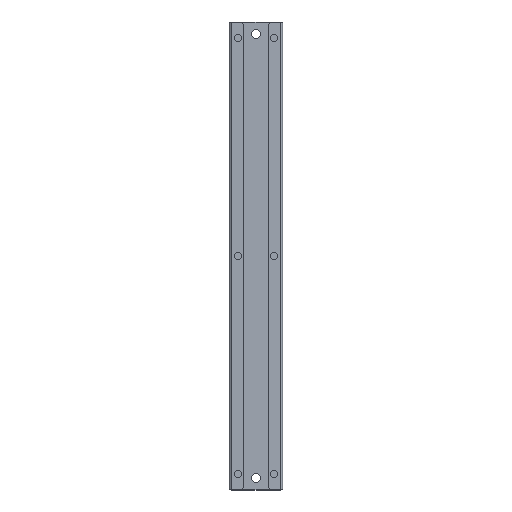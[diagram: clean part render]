
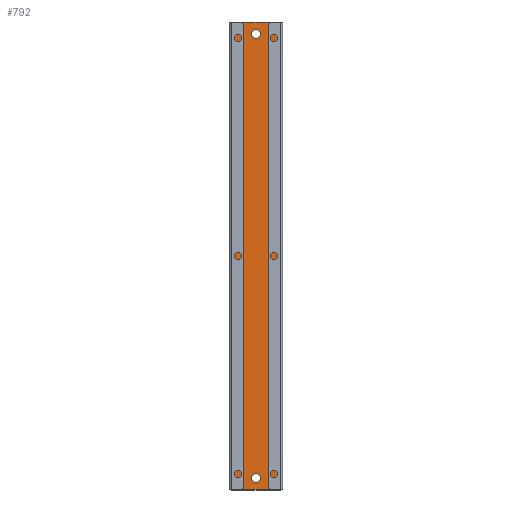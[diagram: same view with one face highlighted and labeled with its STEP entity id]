
A CAD part, top view. The second image highlights one B-rep face of the part: STEP entity #792.
In plain terms, the highlighted planar face has unit normal (0, 0, 1).
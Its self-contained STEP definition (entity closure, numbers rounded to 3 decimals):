
#17=FACE_BOUND('',#125,.T.);
#18=FACE_BOUND('',#126,.T.);
#34=PLANE('',#878);
#72=FACE_OUTER_BOUND('',#124,.T.);
#124=EDGE_LOOP('',(#583,#584,#585,#586));
#125=EDGE_LOOP('',(#587));
#126=EDGE_LOOP('',(#588));
#185=LINE('',#1247,#257);
#189=LINE('',#1256,#261);
#195=LINE('',#1266,#267);
#196=LINE('',#1267,#268);
#257=VECTOR('',#1001,1000.);
#261=VECTOR('',#1007,1000.);
#267=VECTOR('',#1017,1000.);
#268=VECTOR('',#1018,1000.);
#322=CIRCLE('',#853,5.5);
#324=CIRCLE('',#856,5.5);
#362=VERTEX_POINT('',#1199);
#364=VERTEX_POINT('',#1205);
#377=VERTEX_POINT('',#1245);
#378=VERTEX_POINT('',#1246);
#381=VERTEX_POINT('',#1254);
#382=VERTEX_POINT('',#1255);
#427=EDGE_CURVE('',#362,#362,#322,.T.);
#430=EDGE_CURVE('',#364,#364,#324,.T.);
#449=EDGE_CURVE('',#377,#378,#185,.T.);
#453=EDGE_CURVE('',#381,#382,#189,.T.);
#459=EDGE_CURVE('',#378,#381,#195,.T.);
#460=EDGE_CURVE('',#382,#377,#196,.T.);
#583=ORIENTED_EDGE('',*,*,#459,.T.);
#584=ORIENTED_EDGE('',*,*,#453,.T.);
#585=ORIENTED_EDGE('',*,*,#460,.T.);
#586=ORIENTED_EDGE('',*,*,#449,.T.);
#587=ORIENTED_EDGE('',*,*,#427,.F.);
#588=ORIENTED_EDGE('',*,*,#430,.F.);
#792=ADVANCED_FACE('',(#72,#17,#18),#34,.T.);
#853=AXIS2_PLACEMENT_3D('',#1201,#948,#949);
#856=AXIS2_PLACEMENT_3D('',#1207,#955,#956);
#878=AXIS2_PLACEMENT_3D('',#1265,#1015,#1016);
#948=DIRECTION('center_axis',(0.,0.,1.));
#949=DIRECTION('ref_axis',(1.,0.,0.));
#955=DIRECTION('center_axis',(0.,0.,1.));
#956=DIRECTION('ref_axis',(-1.,0.,0.));
#1001=DIRECTION('',(-1.,0.,0.));
#1007=DIRECTION('',(1.,0.,0.));
#1015=DIRECTION('center_axis',(0.,0.,1.));
#1016=DIRECTION('ref_axis',(1.,0.,0.));
#1017=DIRECTION('',(0.,-1.,0.));
#1018=DIRECTION('',(0.,1.,0.));
#1199=CARTESIAN_POINT('',(-5.5,-275.,0.));
#1201=CARTESIAN_POINT('Origin',(0.,-275.,0.));
#1205=CARTESIAN_POINT('',(-5.5,275.,0.));
#1207=CARTESIAN_POINT('Origin',(0.,275.,0.));
#1245=CARTESIAN_POINT('',(30.,290.,0.));
#1246=CARTESIAN_POINT('',(-30.,290.,0.));
#1247=CARTESIAN_POINT('',(30.,290.,0.));
#1254=CARTESIAN_POINT('',(-30.,-290.,0.));
#1255=CARTESIAN_POINT('',(30.,-290.,0.));
#1256=CARTESIAN_POINT('',(30.,-290.,0.));
#1265=CARTESIAN_POINT('Origin',(0.,0.,0.));
#1266=CARTESIAN_POINT('',(-30.,-290.,0.));
#1267=CARTESIAN_POINT('',(30.,-290.,0.));
